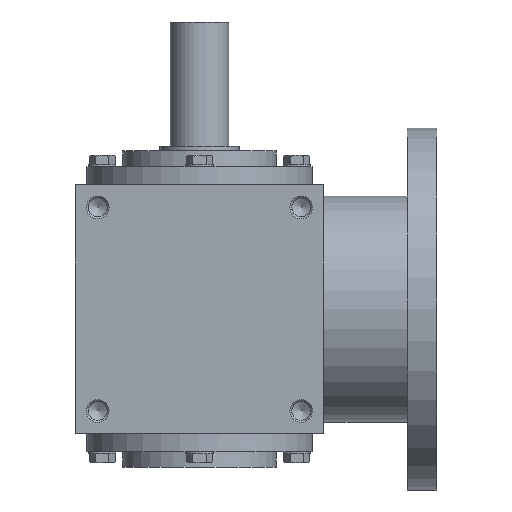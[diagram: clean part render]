
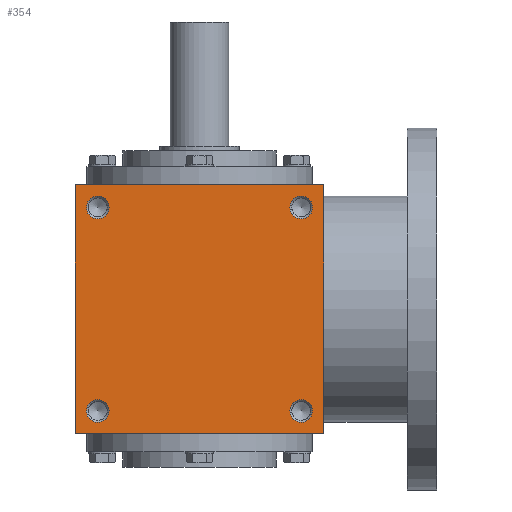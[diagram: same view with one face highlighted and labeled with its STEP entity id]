
A CAD part, front view. The second image highlights one B-rep face of the part: STEP entity #354.
In plain terms, the highlighted planar face has unit normal (0, -1, 0).
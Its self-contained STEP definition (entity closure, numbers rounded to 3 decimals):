
#354 = ADVANCED_FACE( '', ( #778, #779, #780, #781, #782 ), #783, .F. );
#778 = FACE_BOUND( '', #1461, .T. );
#779 = FACE_BOUND( '', #1462, .T. );
#780 = FACE_BOUND( '', #1463, .T. );
#781 = FACE_BOUND( '', #1464, .T. );
#782 = FACE_OUTER_BOUND( '', #1465, .T. );
#783 = PLANE( '', #1466 );
#1461 = EDGE_LOOP( '', ( #2164 ) );
#1462 = EDGE_LOOP( '', ( #2165 ) );
#1463 = EDGE_LOOP( '', ( #2166 ) );
#1464 = EDGE_LOOP( '', ( #2167 ) );
#1465 = EDGE_LOOP( '', ( #2168, #2169, #2170, #2171 ) );
#1466 = AXIS2_PLACEMENT_3D( '', #2172, #2173, #2174 );
#2164 = ORIENTED_EDGE( '', *, *, #3380, .T. );
#2165 = ORIENTED_EDGE( '', *, *, #3381, .T. );
#2166 = ORIENTED_EDGE( '', *, *, #3382, .F. );
#2167 = ORIENTED_EDGE( '', *, *, #3383, .F. );
#2168 = ORIENTED_EDGE( '', *, *, #3384, .T. );
#2169 = ORIENTED_EDGE( '', *, *, #3385, .F. );
#2170 = ORIENTED_EDGE( '', *, *, #3386, .F. );
#2171 = ORIENTED_EDGE( '', *, *, #3387, .T. );
#2172 = CARTESIAN_POINT( '', ( -55., -55., 55. ) );
#2173 = DIRECTION( '', ( 0., 1., 0. ) );
#2174 = DIRECTION( '', ( 0., 0., 1. ) );
#3380 = EDGE_CURVE( '', #3880, #3880, #3881, .T. );
#3381 = EDGE_CURVE( '', #3882, #3882, #3883, .T. );
#3382 = EDGE_CURVE( '', #3884, #3884, #3885, .T. );
#3383 = EDGE_CURVE( '', #3886, #3886, #3887, .T. );
#3384 = EDGE_CURVE( '', #3888, #3889, #3890, .T. );
#3385 = EDGE_CURVE( '', #3891, #3889, #3892, .T. );
#3386 = EDGE_CURVE( '', #3893, #3891, #3894, .T. );
#3387 = EDGE_CURVE( '', #3893, #3888, #3895, .T. );
#3880 = VERTEX_POINT( '', #4549 );
#3881 = CIRCLE( '', #4550, 5. );
#3882 = VERTEX_POINT( '', #4551 );
#3883 = CIRCLE( '', #4552, 5. );
#3884 = VERTEX_POINT( '', #4553 );
#3885 = CIRCLE( '', #4554, 5. );
#3886 = VERTEX_POINT( '', #4555 );
#3887 = CIRCLE( '', #4556, 5. );
#3888 = VERTEX_POINT( '', #4557 );
#3889 = VERTEX_POINT( '', #4558 );
#3890 = LINE( '', #4559, #4560 );
#3891 = VERTEX_POINT( '', #4561 );
#3892 = LINE( '', #4562, #4563 );
#3893 = VERTEX_POINT( '', #4564 );
#3894 = LINE( '', #4565, #4566 );
#3895 = LINE( '', #4567, #4568 );
#4549 = CARTESIAN_POINT( '', ( -45., -55., -40. ) );
#4550 = AXIS2_PLACEMENT_3D( '', #5391, #5392, #5393 );
#4551 = CARTESIAN_POINT( '', ( -45., -55., 50. ) );
#4552 = AXIS2_PLACEMENT_3D( '', #5394, #5395, #5396 );
#4553 = CARTESIAN_POINT( '', ( 45., -55., -50. ) );
#4554 = AXIS2_PLACEMENT_3D( '', #5397, #5398, #5399 );
#4555 = CARTESIAN_POINT( '', ( 45., -55., 40. ) );
#4556 = AXIS2_PLACEMENT_3D( '', #5400, #5401, #5402 );
#4557 = CARTESIAN_POINT( '', ( -55., -55., -55. ) );
#4558 = CARTESIAN_POINT( '', ( 55., -55., -55. ) );
#4559 = CARTESIAN_POINT( '', ( -55., -55., -55. ) );
#4560 = VECTOR( '', #5403, 1000. );
#4561 = CARTESIAN_POINT( '', ( 55., -55., 55. ) );
#4562 = CARTESIAN_POINT( '', ( 55., -55., 55. ) );
#4563 = VECTOR( '', #5404, 1000. );
#4564 = CARTESIAN_POINT( '', ( -55., -55., 55. ) );
#4565 = CARTESIAN_POINT( '', ( -55., -55., 55. ) );
#4566 = VECTOR( '', #5405, 1000. );
#4567 = CARTESIAN_POINT( '', ( -55., -55., 55. ) );
#4568 = VECTOR( '', #5406, 1000. );
#5391 = CARTESIAN_POINT( '', ( -45., -55., -45. ) );
#5392 = DIRECTION( '', ( 0., 1., 0. ) );
#5393 = DIRECTION( '', ( 0., 0., 1. ) );
#5394 = CARTESIAN_POINT( '', ( -45., -55., 45. ) );
#5395 = DIRECTION( '', ( 0., 1., 0. ) );
#5396 = DIRECTION( '', ( 0., 0., 1. ) );
#5397 = CARTESIAN_POINT( '', ( 45., -55., -45. ) );
#5398 = DIRECTION( '', ( 0., -1., 0. ) );
#5399 = DIRECTION( '', ( 0., 0., -1. ) );
#5400 = CARTESIAN_POINT( '', ( 45., -55., 45. ) );
#5401 = DIRECTION( '', ( 0., -1., 0. ) );
#5402 = DIRECTION( '', ( 0., 0., -1. ) );
#5403 = DIRECTION( '', ( 1., 0., 0. ) );
#5404 = DIRECTION( '', ( 0., 0., -1. ) );
#5405 = DIRECTION( '', ( 1., 0., 0. ) );
#5406 = DIRECTION( '', ( 0., 0., -1. ) );
